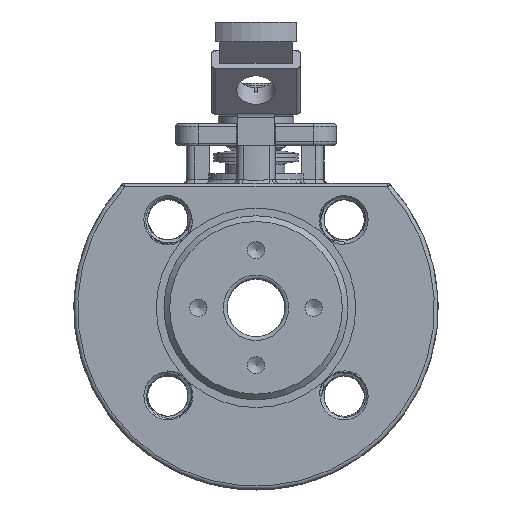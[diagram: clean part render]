
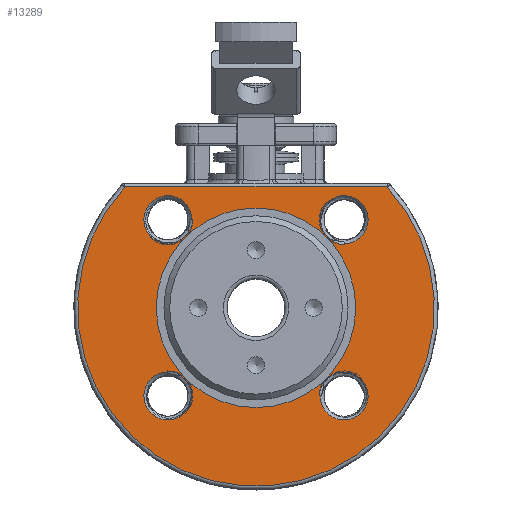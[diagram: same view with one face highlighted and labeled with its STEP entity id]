
A CAD part, top view. The second image highlights one B-rep face of the part: STEP entity #13289.
In plain terms, the highlighted planar face has unit normal (0, 0, 1).
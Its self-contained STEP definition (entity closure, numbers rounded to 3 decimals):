
#247=PLANE('',#14171);
#1095=B_SPLINE_CURVE_WITH_KNOTS('',3,(#39435,#39436,#39437,#39438),
 .UNSPECIFIED.,.F.,.F.,(4,4),(0.,1.),.UNSPECIFIED.);
#1097=B_SPLINE_CURVE_WITH_KNOTS('',3,(#41033,#41034,#41035,#41036),
 .UNSPECIFIED.,.F.,.F.,(4,4),(0.,1.),.UNSPECIFIED.);
#1099=B_SPLINE_CURVE_WITH_KNOTS('',3,(#43763,#43764,#43765,#43766),
 .UNSPECIFIED.,.F.,.F.,(4,4),(0.,1.),.UNSPECIFIED.);
#1101=B_SPLINE_CURVE_WITH_KNOTS('',3,(#46493,#46494,#46495,#46496),
 .UNSPECIFIED.,.F.,.F.,(4,4),(0.,1.),.UNSPECIFIED.);
#1662=LINE('',#39444,#2582);
#1663=LINE('',#41042,#2583);
#1664=LINE('',#43772,#2584);
#1665=LINE('',#46502,#2585);
#1701=LINE('',#48848,#2621);
#2582=VECTOR('',#15646,1000.);
#2583=VECTOR('',#15649,1000.);
#2584=VECTOR('',#15652,1000.);
#2585=VECTOR('',#15655,1000.);
#2621=VECTOR('',#15783,1000.);
#5006=ORIENTED_EDGE('',*,*,#7552,.T.);
#5007=ORIENTED_EDGE('',*,*,#8526,.T.);
#5008=ORIENTED_EDGE('',*,*,#8448,.F.);
#5009=ORIENTED_EDGE('',*,*,#7556,.T.);
#5010=ORIENTED_EDGE('',*,*,#8450,.T.);
#5011=ORIENTED_EDGE('',*,*,#7564,.T.);
#5012=ORIENTED_EDGE('',*,*,#8447,.T.);
#5013=ORIENTED_EDGE('',*,*,#8445,.F.);
#5014=ORIENTED_EDGE('',*,*,#7565,.F.);
#5015=ORIENTED_EDGE('',*,*,#7573,.T.);
#5016=ORIENTED_EDGE('',*,*,#8444,.T.);
#5017=ORIENTED_EDGE('',*,*,#8442,.F.);
#5018=ORIENTED_EDGE('',*,*,#8439,.F.);
#5019=ORIENTED_EDGE('',*,*,#7579,.T.);
#5020=ORIENTED_EDGE('',*,*,#8441,.T.);
#7552=EDGE_CURVE('',#9650,#9651,#11028,.T.);
#7556=EDGE_CURVE('',#9656,#9655,#11030,.T.);
#7564=EDGE_CURVE('',#9659,#9663,#11032,.T.);
#7565=EDGE_CURVE('',#9664,#9664,#11033,.T.);
#7573=EDGE_CURVE('',#9667,#9672,#11036,.T.);
#7579=EDGE_CURVE('',#9679,#9678,#11038,.T.);
#8439=EDGE_CURVE('',#9679,#10413,#1095,.F.);
#8441=EDGE_CURVE('',#9678,#10413,#1662,.T.);
#8442=EDGE_CURVE('',#9667,#10409,#1097,.F.);
#8444=EDGE_CURVE('',#9672,#10409,#1663,.T.);
#8445=EDGE_CURVE('',#9659,#10411,#1099,.F.);
#8447=EDGE_CURVE('',#9663,#10411,#1664,.T.);
#8448=EDGE_CURVE('',#9656,#10415,#1101,.F.);
#8450=EDGE_CURVE('',#9655,#10415,#1665,.T.);
#8526=EDGE_CURVE('',#9651,#9650,#1701,.T.);
#9650=VERTEX_POINT('',#18049);
#9651=VERTEX_POINT('',#18051);
#9655=VERTEX_POINT('',#18082);
#9656=VERTEX_POINT('',#18084);
#9659=VERTEX_POINT('',#18227);
#9663=VERTEX_POINT('',#18307);
#9664=VERTEX_POINT('',#18311);
#9667=VERTEX_POINT('',#18332);
#9672=VERTEX_POINT('',#18449);
#9678=VERTEX_POINT('',#18569);
#9679=VERTEX_POINT('',#18571);
#10409=VERTEX_POINT('',#31636);
#10411=VERTEX_POINT('',#33494);
#10413=VERTEX_POINT('',#35352);
#10415=VERTEX_POINT('',#37210);
#11028=CIRCLE('',#13908,46.5);
#11030=CIRCLE('',#13911,6.25);
#11032=CIRCLE('',#13914,6.25);
#11033=CIRCLE('',#13916,26.);
#11036=CIRCLE('',#13920,6.25);
#11038=CIRCLE('',#13923,6.25);
#11588=EDGE_LOOP('',(#5006,#5007));
#11589=EDGE_LOOP('',(#5008,#5009,#5010));
#11590=EDGE_LOOP('',(#5011,#5012,#5013));
#11591=EDGE_LOOP('',(#5014));
#11592=EDGE_LOOP('',(#5015,#5016,#5017));
#11593=EDGE_LOOP('',(#5018,#5019,#5020));
#12382=FACE_BOUND('',#11588,.T.);
#12383=FACE_BOUND('',#11589,.T.);
#12384=FACE_BOUND('',#11590,.T.);
#12385=FACE_BOUND('',#11591,.T.);
#12386=FACE_BOUND('',#11592,.T.);
#12387=FACE_BOUND('',#11593,.T.);
#13289=ADVANCED_FACE('',(#12382,#12383,#12384,#12385,#12386,#12387),#247,
 .T.);
#13908=AXIS2_PLACEMENT_3D('',#18052,#14971,#14972);
#13911=AXIS2_PLACEMENT_3D('',#18083,#14978,#14979);
#13914=AXIS2_PLACEMENT_3D('',#18308,#14985,#14986);
#13916=AXIS2_PLACEMENT_3D('',#18310,#14989,#14990);
#13920=AXIS2_PLACEMENT_3D('',#18450,#14998,#14999);
#13923=AXIS2_PLACEMENT_3D('',#18570,#15005,#15006);
#14171=AXIS2_PLACEMENT_3D('',#48847,#15781,#15782);
#14971=DIRECTION('',(0.,0.,1.));
#14972=DIRECTION('',(1.,0.,0.));
#14978=DIRECTION('',(0.,0.,-1.));
#14979=DIRECTION('',(1.,0.,0.));
#14985=DIRECTION('',(0.,0.,-1.));
#14986=DIRECTION('',(1.,0.,0.));
#14989=DIRECTION('',(0.,0.,1.));
#14990=DIRECTION('',(1.,0.,0.));
#14998=DIRECTION('',(0.,0.,-1.));
#14999=DIRECTION('',(1.,0.,0.));
#15005=DIRECTION('',(0.,0.,-1.));
#15006=DIRECTION('',(1.,0.,0.));
#15646=DIRECTION('',(0.,1.,0.));
#15649=DIRECTION('',(0.,-1.,0.));
#15652=DIRECTION('',(1.,0.,0.));
#15655=DIRECTION('',(-1.,0.,0.));
#15781=DIRECTION('',(0.,0.,1.));
#15782=DIRECTION('',(1.,0.,0.));
#15783=DIRECTION('',(-1.,0.,0.));
#18049=CARTESIAN_POINT('',(-34.205,34.211,38.));
#18051=CARTESIAN_POINT('',(34.205,34.211,38.));
#18052=CARTESIAN_POINT('',(0.,2.711,38.));
#18082=CARTESIAN_POINT('',(16.731,-20.27,38.));
#18083=CARTESIAN_POINT('',(22.981,-20.27,38.));
#18084=CARTESIAN_POINT('',(17.717,-16.899,38.));
#18227=CARTESIAN_POINT('',(-17.717,22.322,38.));
#18307=CARTESIAN_POINT('',(-16.731,25.692,38.));
#18308=CARTESIAN_POINT('',(-22.981,25.692,38.));
#18310=CARTESIAN_POINT('',(0.,2.711,38.));
#18311=CARTESIAN_POINT('',(26.,2.711,38.));
#18332=CARTESIAN_POINT('',(19.611,20.429,38.));
#18449=CARTESIAN_POINT('',(22.981,19.442,38.));
#18450=CARTESIAN_POINT('',(22.981,25.692,38.));
#18569=CARTESIAN_POINT('',(-22.981,-14.02,38.));
#18570=CARTESIAN_POINT('',(-22.981,-20.27,38.));
#18571=CARTESIAN_POINT('',(-19.611,-15.006,38.));
#31636=CARTESIAN_POINT('',(22.981,19.167,38.));
#33494=CARTESIAN_POINT('',(-16.455,25.692,38.));
#35352=CARTESIAN_POINT('',(-22.981,-13.744,38.));
#37210=CARTESIAN_POINT('',(16.455,-20.27,38.));
#39435=CARTESIAN_POINT('',(-22.981,-13.744,38.));
#39436=CARTESIAN_POINT('',(-21.755,-13.826,38.));
#39437=CARTESIAN_POINT('',(-20.585,-14.266,38.));
#39438=CARTESIAN_POINT('',(-19.611,-15.006,38.));
#39444=CARTESIAN_POINT('',(-22.981,2.711,38.));
#41033=CARTESIAN_POINT('',(22.981,19.167,38.));
#41034=CARTESIAN_POINT('',(21.755,19.249,38.));
#41035=CARTESIAN_POINT('',(20.585,19.689,38.));
#41036=CARTESIAN_POINT('',(19.611,20.429,38.));
#41042=CARTESIAN_POINT('',(22.981,2.711,38.));
#43763=CARTESIAN_POINT('',(-16.455,25.692,38.));
#43764=CARTESIAN_POINT('',(-16.538,24.466,38.));
#43765=CARTESIAN_POINT('',(-16.977,23.296,38.));
#43766=CARTESIAN_POINT('',(-17.717,22.322,38.));
#43772=CARTESIAN_POINT('',(0.,25.692,38.));
#46493=CARTESIAN_POINT('',(16.455,-20.27,38.));
#46494=CARTESIAN_POINT('',(16.538,-19.043,38.));
#46495=CARTESIAN_POINT('',(16.977,-17.873,38.));
#46496=CARTESIAN_POINT('',(17.717,-16.899,38.));
#46502=CARTESIAN_POINT('',(0.,-20.27,38.));
#48847=CARTESIAN_POINT('',(0.,2.711,38.));
#48848=CARTESIAN_POINT('',(-33.257,34.211,38.));
